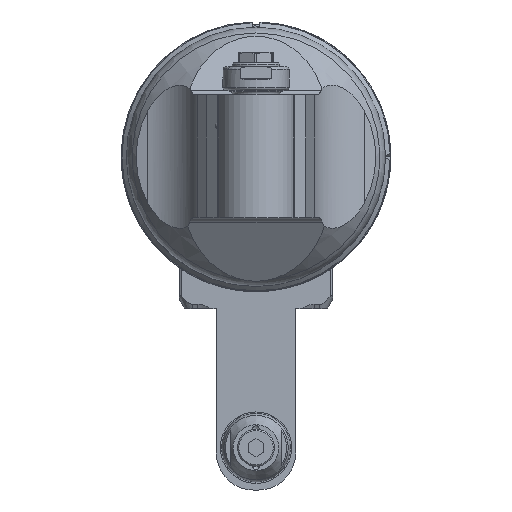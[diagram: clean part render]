
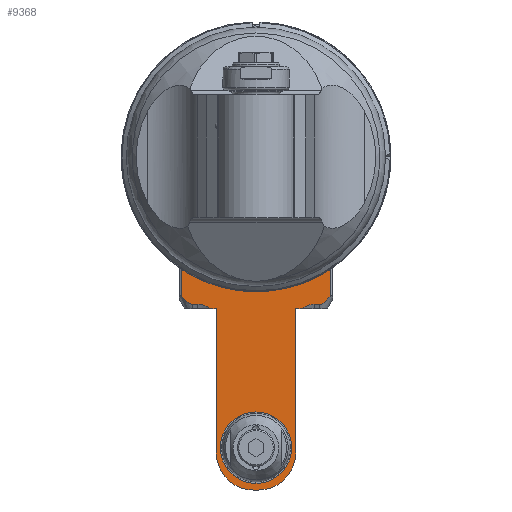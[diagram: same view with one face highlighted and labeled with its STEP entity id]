
A CAD part, front view. The second image highlights one B-rep face of the part: STEP entity #9368.
In plain terms, the highlighted planar face has unit normal (0, -1, 0).
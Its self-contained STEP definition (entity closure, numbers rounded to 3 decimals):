
#46=B_SPLINE_CURVE_WITH_KNOTS('',3,(#14199,#14200,#14201,#14202,#14203,
#14204,#14205,#14206,#14207,#14208,#14209,#14210,#14211,#14212),
 .UNSPECIFIED.,.F.,.F.,(4,1,1,1,1,1,1,1,1,1,1,4),(0.,0.091,0.182,
0.273,0.364,0.455,0.545,0.636,
0.727,0.818,0.909,1.),.UNSPECIFIED.);
#47=B_SPLINE_CURVE_WITH_KNOTS('',3,(#14227,#14228,#14229,#14230,#14231,
#14232,#14233,#14234,#14235,#14236,#14237,#14238,#14239,#14240),
 .UNSPECIFIED.,.F.,.F.,(4,1,1,1,1,1,1,1,1,1,1,4),(0.,0.091,0.182,
0.273,0.364,0.455,0.545,0.636,
0.727,0.818,0.909,1.),.UNSPECIFIED.);
#205=(
BOUNDED_CURVE()
B_SPLINE_CURVE(2,(#14193,#14194,#14195),.UNSPECIFIED.,.F.,.F.)
B_SPLINE_CURVE_WITH_KNOTS((3,3),(1.822,2.884),
 .UNSPECIFIED.)
CURVE()
GEOMETRIC_REPRESENTATION_ITEM()
RATIONAL_B_SPLINE_CURVE((2.021,2.021,1.674))
REPRESENTATION_ITEM('')
);
#206=(
BOUNDED_CURVE()
B_SPLINE_CURVE(2,(#14242,#14243,#14244),.UNSPECIFIED.,.F.,.F.)
B_SPLINE_CURVE_WITH_KNOTS((3,3),(0.76,1.822),
 .UNSPECIFIED.)
CURVE()
GEOMETRIC_REPRESENTATION_ITEM()
RATIONAL_B_SPLINE_CURVE((1.674,2.021,2.021))
REPRESENTATION_ITEM('')
);
#275=FACE_BOUND('',#2573,.T.);
#536=LINE('',#14180,#1219);
#540=LINE('',#14191,#1223);
#541=LINE('',#14197,#1224);
#542=LINE('',#14214,#1225);
#543=LINE('',#14216,#1226);
#544=LINE('',#14220,#1227);
#545=LINE('',#14224,#1228);
#546=LINE('',#14226,#1229);
#547=LINE('',#14245,#1230);
#1219=VECTOR('',#11188,2.);
#1223=VECTOR('',#11196,10.272);
#1224=VECTOR('',#11197,2.);
#1225=VECTOR('',#11198,2.101);
#1226=VECTOR('',#11199,54.5);
#1227=VECTOR('',#11202,2.);
#1228=VECTOR('',#11205,54.5);
#1229=VECTOR('',#11206,2.101);
#1230=VECTOR('',#11207,10.272);
#1995=FACE_OUTER_BOUND('',#2572,.T.);
#2572=EDGE_LOOP('',(#6216,#6217,#6218,#6219,#6220,#6221,#6222,#6223,#6224,
#6225,#6226,#6227,#6228,#6229,#6230,#6231));
#2573=EDGE_LOOP('',(#6232));
#3225=CIRCLE('',#9995,51.);
#3226=CIRCLE('',#9996,14.);
#3227=CIRCLE('',#9997,14.);
#3228=CIRCLE('',#9998,13.5);
#3786=VERTEX_POINT('',#14178);
#3787=VERTEX_POINT('',#14179);
#3790=VERTEX_POINT('',#14187);
#3791=VERTEX_POINT('',#14188);
#3792=VERTEX_POINT('',#14190);
#3793=VERTEX_POINT('',#14192);
#3794=VERTEX_POINT('',#14196);
#3795=VERTEX_POINT('',#14198);
#3796=VERTEX_POINT('',#14213);
#3797=VERTEX_POINT('',#14215);
#3798=VERTEX_POINT('',#14217);
#3799=VERTEX_POINT('',#14219);
#3800=VERTEX_POINT('',#14221);
#3801=VERTEX_POINT('',#14223);
#3802=VERTEX_POINT('',#14225);
#3803=VERTEX_POINT('',#14241);
#3804=VERTEX_POINT('',#14246);
#4737=EDGE_CURVE('',#3786,#3787,#536,.T.);
#4741=EDGE_CURVE('',#3790,#3791,#3225,.T.);
#4742=EDGE_CURVE('',#3792,#3791,#540,.T.);
#4743=EDGE_CURVE('',#3793,#3792,#205,.T.);
#4744=EDGE_CURVE('',#3794,#3793,#541,.T.);
#4745=EDGE_CURVE('',#3795,#3794,#46,.T.);
#4746=EDGE_CURVE('',#3795,#3796,#542,.T.);
#4747=EDGE_CURVE('',#3797,#3796,#543,.T.);
#4748=EDGE_CURVE('',#3797,#3798,#3226,.T.);
#4749=EDGE_CURVE('',#3798,#3799,#544,.T.);
#4750=EDGE_CURVE('',#3799,#3800,#3227,.T.);
#4751=EDGE_CURVE('',#3801,#3800,#545,.T.);
#4752=EDGE_CURVE('',#3802,#3801,#546,.T.);
#4753=EDGE_CURVE('',#3786,#3802,#47,.T.);
#4754=EDGE_CURVE('',#3803,#3787,#206,.T.);
#4755=EDGE_CURVE('',#3790,#3803,#547,.T.);
#4756=EDGE_CURVE('',#3804,#3804,#3228,.T.);
#6216=ORIENTED_EDGE('',*,*,#4741,.T.);
#6217=ORIENTED_EDGE('',*,*,#4742,.F.);
#6218=ORIENTED_EDGE('',*,*,#4743,.F.);
#6219=ORIENTED_EDGE('',*,*,#4744,.F.);
#6220=ORIENTED_EDGE('',*,*,#4745,.F.);
#6221=ORIENTED_EDGE('',*,*,#4746,.T.);
#6222=ORIENTED_EDGE('',*,*,#4747,.F.);
#6223=ORIENTED_EDGE('',*,*,#4748,.T.);
#6224=ORIENTED_EDGE('',*,*,#4749,.T.);
#6225=ORIENTED_EDGE('',*,*,#4750,.T.);
#6226=ORIENTED_EDGE('',*,*,#4751,.F.);
#6227=ORIENTED_EDGE('',*,*,#4752,.F.);
#6228=ORIENTED_EDGE('',*,*,#4753,.F.);
#6229=ORIENTED_EDGE('',*,*,#4737,.T.);
#6230=ORIENTED_EDGE('',*,*,#4754,.F.);
#6231=ORIENTED_EDGE('',*,*,#4755,.F.);
#6232=ORIENTED_EDGE('',*,*,#4756,.T.);
#9090=PLANE('',#9994);
#9368=ADVANCED_FACE('',(#1995,#275),#9090,.F.);
#9994=AXIS2_PLACEMENT_3D('',#14186,#11192,#11193);
#9995=AXIS2_PLACEMENT_3D('',#14189,#11194,#11195);
#9996=AXIS2_PLACEMENT_3D('',#14218,#11200,#11201);
#9997=AXIS2_PLACEMENT_3D('',#14222,#11203,#11204);
#9998=AXIS2_PLACEMENT_3D('',#14247,#11208,#11209);
#11188=DIRECTION('',(1.,0.,0.));
#11192=DIRECTION('center_axis',(0.,1.,0.));
#11193=DIRECTION('ref_axis',(0.,0.,1.));
#11194=DIRECTION('center_axis',(0.,1.,0.));
#11195=DIRECTION('ref_axis',(0.549,0.,-0.836));
#11196=DIRECTION('',(0.,0.,1.));
#11197=DIRECTION('',(-1.,0.,0.));
#11198=DIRECTION('',(1.,0.,0.));
#11199=DIRECTION('',(0.,0.,1.));
#11200=DIRECTION('center_axis',(0.,-1.,0.));
#11201=DIRECTION('ref_axis',(-1.,0.,0.));
#11202=DIRECTION('',(1.,0.,0.));
#11203=DIRECTION('center_axis',(0.,-1.,0.));
#11204=DIRECTION('ref_axis',(0.,0.,-1.));
#11205=DIRECTION('',(0.,0.,-1.));
#11206=DIRECTION('',(-1.,0.,0.));
#11207=DIRECTION('',(0.,0.,-1.));
#11208=DIRECTION('center_axis',(0.,1.,0.));
#11209=DIRECTION('ref_axis',(0.,0.,-1.));
#14178=CARTESIAN_POINT('',(22.,121.,-55.768));
#14179=CARTESIAN_POINT('',(24.,121.,-55.768));
#14180=CARTESIAN_POINT('',(22.,121.,-55.768));
#14186=CARTESIAN_POINT('Origin',(0.,121.,-40.75));
#14187=CARTESIAN_POINT('',(28.,121.,-42.626));
#14188=CARTESIAN_POINT('',(-28.,121.,-42.626));
#14189=CARTESIAN_POINT('Origin',(0.,121.,0.));
#14190=CARTESIAN_POINT('',(-28.,121.,-52.898));
#14191=CARTESIAN_POINT('',(-28.,121.,-52.898));
#14192=CARTESIAN_POINT('',(-24.,121.,-55.768));
#14193=CARTESIAN_POINT('Ctrl Pts',(-24.,121.,-55.768));
#14194=CARTESIAN_POINT('Ctrl Pts',(-25.657,121.,-55.768));
#14195=CARTESIAN_POINT('Ctrl Pts',(-28.,121.,-52.898));
#14196=CARTESIAN_POINT('',(-22.,121.,-55.768));
#14197=CARTESIAN_POINT('',(-22.,121.,-55.768));
#14198=CARTESIAN_POINT('',(-17.101,121.,-57.5));
#14199=CARTESIAN_POINT('Ctrl Pts',(-17.101,121.,-57.5));
#14200=CARTESIAN_POINT('Ctrl Pts',(-17.274,121.,-57.383));
#14201=CARTESIAN_POINT('Ctrl Pts',(-17.614,121.,-57.162));
#14202=CARTESIAN_POINT('Ctrl Pts',(-18.104,121.,-56.875));
#14203=CARTESIAN_POINT('Ctrl Pts',(-18.576,121.,-56.627));
#14204=CARTESIAN_POINT('Ctrl Pts',(-19.034,121.,-56.415));
#14205=CARTESIAN_POINT('Ctrl Pts',(-19.479,121.,-56.237));
#14206=CARTESIAN_POINT('Ctrl Pts',(-19.913,121.,-56.089));
#14207=CARTESIAN_POINT('Ctrl Pts',(-20.34,121.,-55.97));
#14208=CARTESIAN_POINT('Ctrl Pts',(-20.761,121.,-55.879));
#14209=CARTESIAN_POINT('Ctrl Pts',(-21.176,121.,-55.815));
#14210=CARTESIAN_POINT('Ctrl Pts',(-21.589,121.,-55.776));
#14211=CARTESIAN_POINT('Ctrl Pts',(-21.863,121.,-55.768));
#14212=CARTESIAN_POINT('Ctrl Pts',(-22.,121.,-55.768));
#14213=CARTESIAN_POINT('',(-15.,121.,-57.5));
#14214=CARTESIAN_POINT('',(-17.101,121.,-57.5));
#14215=CARTESIAN_POINT('',(-15.,121.,-112.));
#14216=CARTESIAN_POINT('',(-15.,121.,-112.));
#14217=CARTESIAN_POINT('',(-1.,121.,-126.));
#14218=CARTESIAN_POINT('Origin',(-1.,121.,-112.));
#14219=CARTESIAN_POINT('',(1.,121.,-126.));
#14220=CARTESIAN_POINT('',(-1.,121.,-126.));
#14221=CARTESIAN_POINT('',(15.,121.,-112.));
#14222=CARTESIAN_POINT('Origin',(1.,121.,-112.));
#14223=CARTESIAN_POINT('',(15.,121.,-57.5));
#14224=CARTESIAN_POINT('',(15.,121.,-57.5));
#14225=CARTESIAN_POINT('',(17.101,121.,-57.5));
#14226=CARTESIAN_POINT('',(17.101,121.,-57.5));
#14227=CARTESIAN_POINT('Ctrl Pts',(22.,121.,-55.768));
#14228=CARTESIAN_POINT('Ctrl Pts',(21.863,121.,-55.768));
#14229=CARTESIAN_POINT('Ctrl Pts',(21.589,121.,-55.776));
#14230=CARTESIAN_POINT('Ctrl Pts',(21.176,121.,-55.815));
#14231=CARTESIAN_POINT('Ctrl Pts',(20.761,121.,-55.879));
#14232=CARTESIAN_POINT('Ctrl Pts',(20.34,121.,-55.97));
#14233=CARTESIAN_POINT('Ctrl Pts',(19.913,121.,-56.089));
#14234=CARTESIAN_POINT('Ctrl Pts',(19.479,121.,-56.237));
#14235=CARTESIAN_POINT('Ctrl Pts',(19.034,121.,-56.415));
#14236=CARTESIAN_POINT('Ctrl Pts',(18.576,121.,-56.627));
#14237=CARTESIAN_POINT('Ctrl Pts',(18.104,121.,-56.875));
#14238=CARTESIAN_POINT('Ctrl Pts',(17.614,121.,-57.162));
#14239=CARTESIAN_POINT('Ctrl Pts',(17.274,121.,-57.383));
#14240=CARTESIAN_POINT('Ctrl Pts',(17.101,121.,-57.5));
#14241=CARTESIAN_POINT('',(28.,121.,-52.898));
#14242=CARTESIAN_POINT('Ctrl Pts',(28.,121.,-52.898));
#14243=CARTESIAN_POINT('Ctrl Pts',(25.657,121.,-55.768));
#14244=CARTESIAN_POINT('Ctrl Pts',(24.,121.,-55.768));
#14245=CARTESIAN_POINT('',(28.,121.,-42.626));
#14246=CARTESIAN_POINT('',(0.,121.,-96.5));
#14247=CARTESIAN_POINT('Origin',(0.,121.,-110.));
